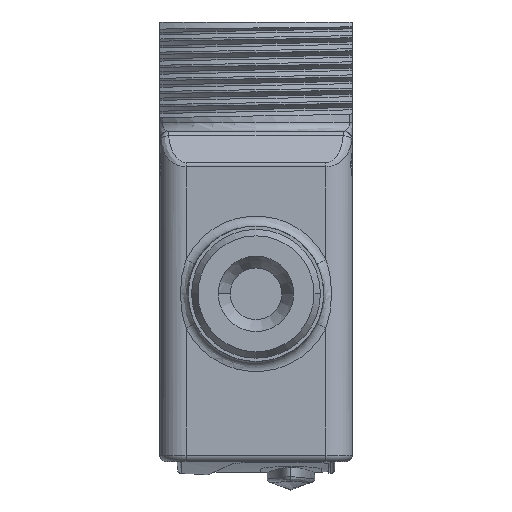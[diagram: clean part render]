
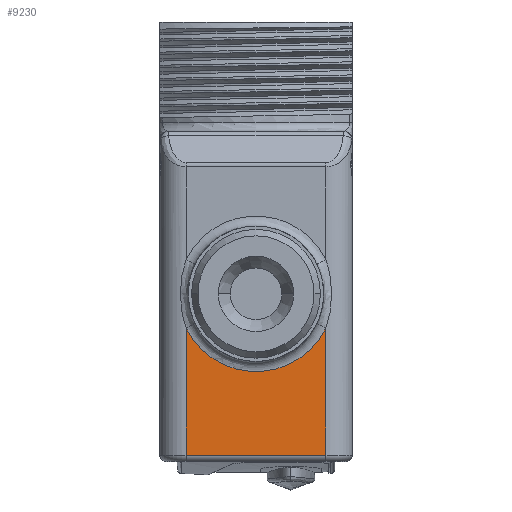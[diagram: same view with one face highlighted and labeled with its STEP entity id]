
A CAD part, front view. The second image highlights one B-rep face of the part: STEP entity #9230.
In plain terms, the highlighted planar face has unit normal (0, -1, 0).
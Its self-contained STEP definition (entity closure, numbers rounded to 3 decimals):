
#830=DIRECTION('',(0.,0.,-1.));
#831=VECTOR('',#830,14.55);
#832=CARTESIAN_POINT('',(-8.,0.,
-31.5));
#833=LINE('',#832,#831);
#904=CARTESIAN_POINT('',(-8.,0.,
-31.5));
#910=DIRECTION('',(0.,0.,1.));
#911=VECTOR('',#910,14.55);
#912=CARTESIAN_POINT('',(8.,0.,-46.05));
#913=LINE('',#912,#911);
#914=CARTESIAN_POINT('',(8.,0.,
-31.5));
#1519=DIRECTION('',(-1.,0.,0.));
#1520=VECTOR('',#1519,16.);
#1521=CARTESIAN_POINT('',(8.,0.,-46.05));
#1522=LINE('',#1521,#1520);
#5396=CARTESIAN_POINT('',(0.,0.,-27.6));
#5397=DIRECTION('',(0.,1.,0.));
#5398=DIRECTION('',(0.899,0.,-0.438));
#5399=AXIS2_PLACEMENT_3D('',#5396,#5397,#5398);
#7442=VERTEX_POINT('',#904);
#7448=VERTEX_POINT('',#914);
#8288=CARTESIAN_POINT('',(8.,0.,-46.05));
#8289=CARTESIAN_POINT('',(-8.,0.,-46.05));
#8290=VERTEX_POINT('',#8288);
#8291=VERTEX_POINT('',#8289);
#9216=CARTESIAN_POINT('',(-11.,0.,-9.));
#9217=DIRECTION('',(0.,-1.,0.));
#9218=DIRECTION('',(1.,0.,0.));
#9219=AXIS2_PLACEMENT_3D('',#9216,#9217,#9218);
#9220=PLANE('',#9219);
#9222=ORIENTED_EDGE('',*,*,#9221,.F.);
#9224=ORIENTED_EDGE('',*,*,#9223,.T.);
#9225=ORIENTED_EDGE('',*,*,#9192,.F.);
#9227=ORIENTED_EDGE('',*,*,#9226,.F.);
#9228=EDGE_LOOP('',(#9222,#9224,#9225,#9227));
#9229=FACE_OUTER_BOUND('',#9228,.F.);
#9230=ADVANCED_FACE('',(#9229),#9220,.T.);
#5400=CIRCLE('',#5399,8.9);
#9192=EDGE_CURVE('',#7442,#8291,#833,.T.);
#9221=EDGE_CURVE('',#8290,#7448,#913,.T.);
#9223=EDGE_CURVE('',#8290,#8291,#1522,.T.);
#9226=EDGE_CURVE('',#7448,#7442,#5400,.T.);
